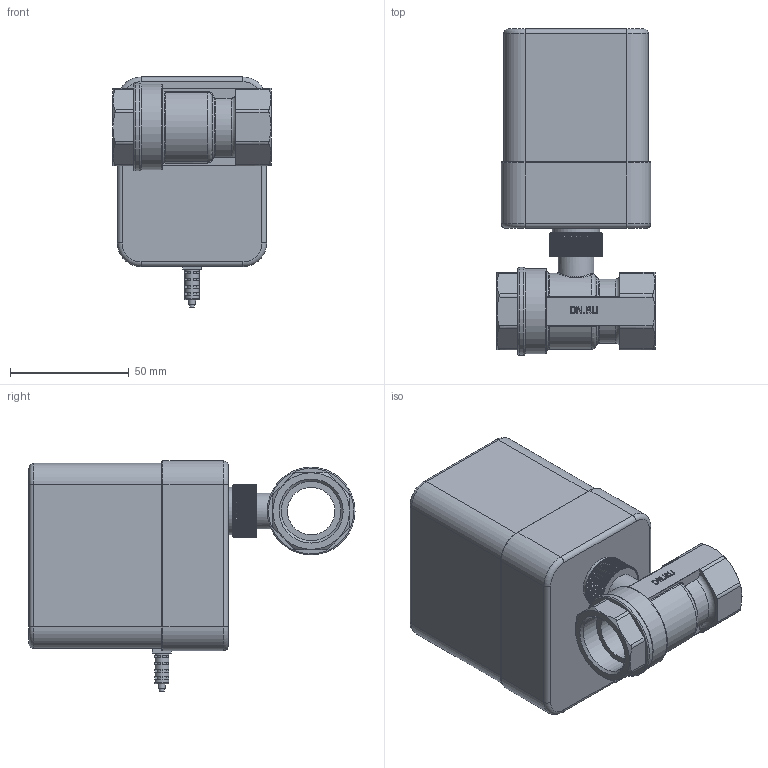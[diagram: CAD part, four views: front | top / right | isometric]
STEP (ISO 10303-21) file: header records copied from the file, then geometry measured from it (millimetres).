
FILE_DESCRIPTION(/* description */ (''),/* implementation_level */ '2;1');
FILE_NAME(/* name */ 'DN25_3D_STEP.stp',/* time_stamp */ '2024-04-14T14:09:57+03:00',/* author */ ('igorr'),/* organization */ (''),/* preprocessor_version */ 'ST-DEVELOPER v19.2',/* originating_system */ 'Autodesk Inventor 2023',/* authorisation */ '');
FILE_SCHEMA (('AUTOMOTIVE_DESIGN { 1 0 10303 214 3 1 1 }'));
Length unit declared in the file: millimetre
Products named in the file (3): Сборка; Деталь1; Деталь2
Assembly tree (2 placements, depth 2):
  Сборка
    Деталь1
    Деталь2
Bounding box: 67 x 137.5 x 97 mm (x, y, z)
Volume: 438269.8 mm3; surface area: 47584.4 mm2
Topology: 2 solids, 2 shells, 688 faces, 1919 edges, 1268 vertices
Faces by surface type: plane 420, cone 138, cylinder 73, bspline 33, torus 24
Full cylindrical faces by diameter (mm): 2 x1, 3 x1, 6 x1, 10 x1, 15 x1, 20 x2, 25 x2, 36 x1, 37 x1
Entity records: 23362 total; most frequent: CARTESIAN_POINT 5712, ORIENTED_EDGE 3838, DIRECTION 3162, EDGE_CURVE 1919, VERTEX_POINT 1268, LINE 1194, VECTOR 1194, AXIS2_PLACEMENT_3D 984
